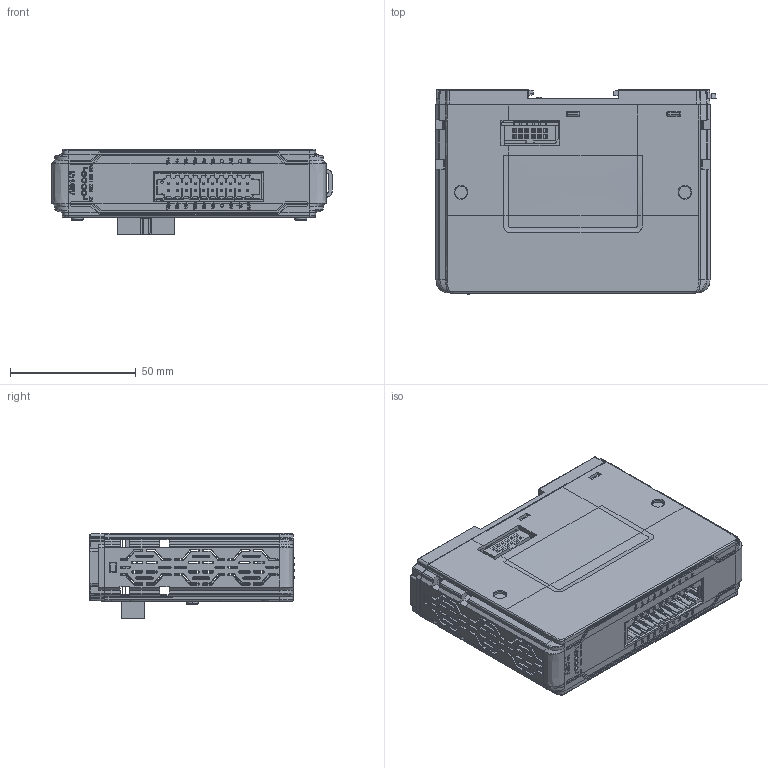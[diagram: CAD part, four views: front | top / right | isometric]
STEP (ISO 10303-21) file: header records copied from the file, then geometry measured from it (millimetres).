
FILE_DESCRIPTION (( 'STEP AP203' ), '1' );
FILE_NAME ('iR-AI04-VI.STEP', '2019-09-26T05:54:58', ( '' ), ( '' ), 'SwSTEP 2.0', 'SolidWorks 2011', '' );
FILE_SCHEMA (( 'CONFIG_CONTROL_DESIGN' ));
Products named in the file (1): iR-AI04-VI
Bounding box: 111.4 x 81.42 x 33.96 mm (x, y, z)
Surface area: 65126.8 mm2 (no closed solid volume)
Topology: 0 solids, 57 shells, 2216 faces, 8787 edges, 6519 vertices
Faces by surface type: plane 1476, cone 393, cylinder 230, bspline 83, torus 34
Entity records: 99198 total; most frequent: CARTESIAN_POINT 29256, ORIENTED_EDGE 13934, DIRECTION 13085, EDGE_CURVE 8779, VERTEX_POINT 6519, LINE 6269, VECTOR 6269, AXIS2_PLACEMENT_3D 3408
